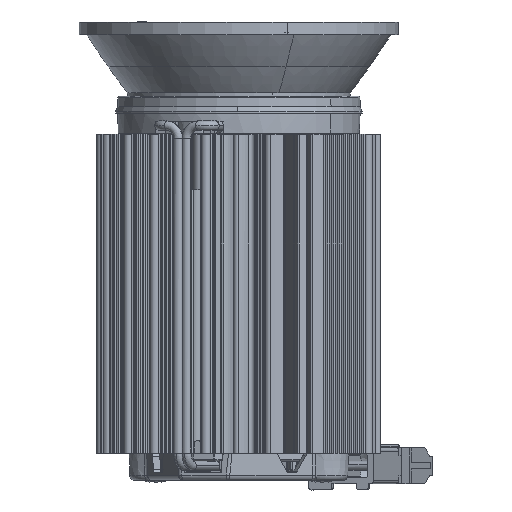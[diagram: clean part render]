
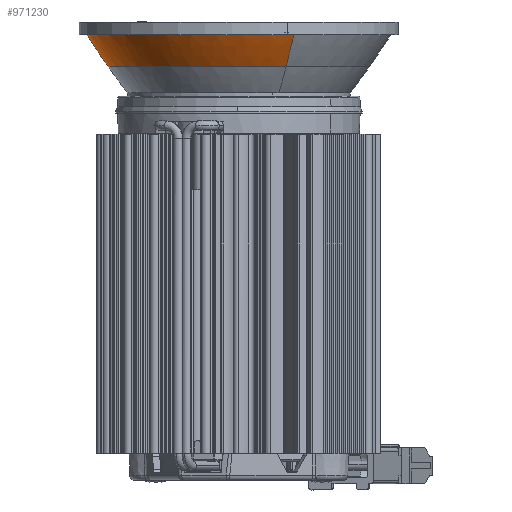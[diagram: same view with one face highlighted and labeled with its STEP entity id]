
A CAD part, front view. The second image highlights one B-rep face of the part: STEP entity #971230.
In plain terms, the highlighted toroidal (fillet/blend) face has major radius 102.407 mm and minor radius 150 mm.
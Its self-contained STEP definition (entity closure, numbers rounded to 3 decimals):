
#917540=CARTESIAN_POINT('',(0.,15.,0.));
#917550=DIRECTION('',(0.,-1.,0.));
#917560=DIRECTION('',(1.,0.,0.));
#917570=AXIS2_PLACEMENT_3D('',#917540,#917550,#917560);
#917580=CIRCLE('',#917570,23.8);
#917610=CARTESIAN_POINT('',(23.753,15.,
-1.494));
#917620=VERTEX_POINT('',#917610);
#917650=CARTESIAN_POINT('',(-23.753,15.,
1.494));
#917660=VERTEX_POINT('',#917650);
#917670=EDGE_CURVE('',#917620,#917660,#917580,.T.);
#919210=CARTESIAN_POINT('',(20.404,10.,
-1.284));
#919220=VERTEX_POINT('',#919210);
#919450=CARTESIAN_POINT('',(-20.404,10.,
1.284));
#919460=VERTEX_POINT('',#919450);
#919490=CARTESIAN_POINT('',(0.,10.,0.));
#919500=DIRECTION('',(0.,-1.,0.));
#919510=DIRECTION('',(1.,0.,
0.));
#919520=AXIS2_PLACEMENT_3D('',#919490,#919500,#919510);
#919530=CIRCLE('',#919520,20.445);
#919540=CARTESIAN_POINT('',(20.445,10.,
0.));
#919550=VERTEX_POINT('',#919540);
#919560=EDGE_CURVE('',#919550,#919460,#919530,.T.);
#919580=EDGE_CURVE('',#919220,#919550,#919530,.T.);
#939370=CARTESIAN_POINT('',(102.205,96.066,
-6.429));
#939380=DIRECTION('',(0.063,0.,
0.998));
#939390=DIRECTION('',(0.998,0.,
-0.063));
#939400=AXIS2_PLACEMENT_3D('',#939370,#939380,#939390);
#939410=CIRCLE('',#939400,150.);
#939420=EDGE_CURVE('',#917660,#919460,#939410,.T.);
#939460=CARTESIAN_POINT('',(-102.205,96.066,
6.429));
#939470=DIRECTION('',(-0.063,0.,
-0.998));
#939480=DIRECTION('',(-0.998,0.,
0.063));
#939490=AXIS2_PLACEMENT_3D('',#939460,#939470,#939480);
#939500=CIRCLE('',#939490,150.);
#939510=EDGE_CURVE('',#917620,#919220,#939500,.T.);
#971110=CARTESIAN_POINT('',(0.,96.066,
0.));
#971120=DIRECTION('',(0.,1.,0.));
#971130=DIRECTION('',(0.998,0.,
-0.063));
#971140=AXIS2_PLACEMENT_3D('',#971110,#971120,#971130);
#971150=DEGENERATE_TOROIDAL_SURFACE('',#971140,102.407,
150.,.F.);
#971160=ORIENTED_EDGE('',*,*,#919560,.F.);
#971170=ORIENTED_EDGE('',*,*,#939420,.T.);
#971180=ORIENTED_EDGE('',*,*,#917670,.T.);
#971190=ORIENTED_EDGE('',*,*,#939510,.F.);
#971200=ORIENTED_EDGE('',*,*,#919580,.F.);
#971210=EDGE_LOOP('',(#971200,#971190,#971180,#971170,#971160));
#971220=FACE_OUTER_BOUND('',#971210,.T.);
#971230=ADVANCED_FACE('',(#971220),#971150,.F.);
